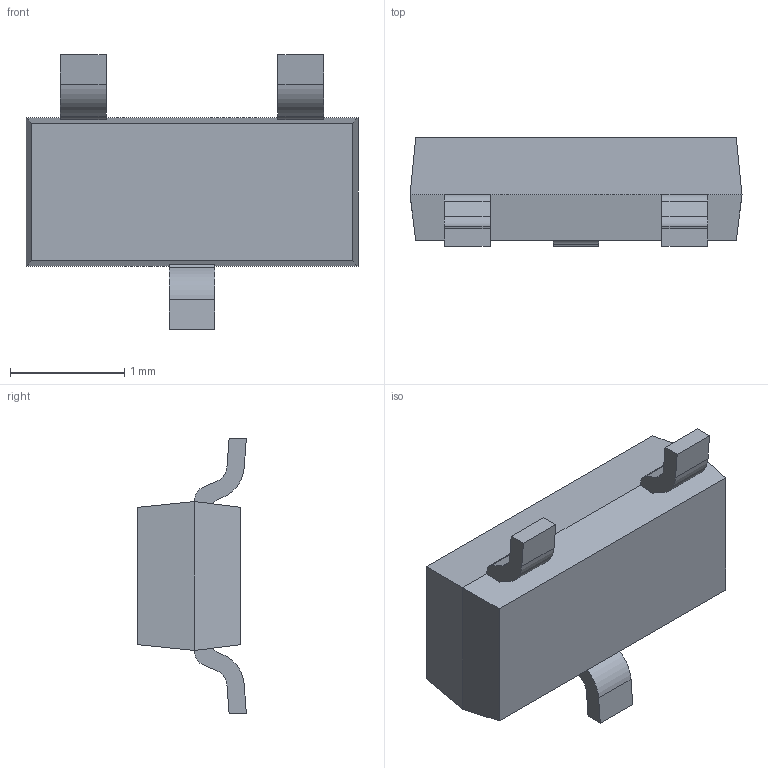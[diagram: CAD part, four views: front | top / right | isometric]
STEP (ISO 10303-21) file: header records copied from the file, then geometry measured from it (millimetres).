
FILE_DESCRIPTION (( 'STEP AP214' ), '1' );
FILE_NAME ('T2N7002AK,LM.STEP', '2022-06-14T13:59:37', ( '' ), ( '' ), 'SwSTEP 2.0', 'SolidWorks 2018', '' );
FILE_SCHEMA (( 'AUTOMOTIVE_DESIGN' ));
Length unit declared in the file: millimetre
Products named in the file (1): T2N7002AK,LM
Bounding box: 2.9 x 0.95 x 2.4 mm (x, y, z)
Volume: 3.3 mm3; surface area: 16.8 mm2
Topology: 4 solids, 4 shells, 49 faces, 119 edges, 78 vertices
Faces by surface type: plane 37, cylinder 12
Entity records: 2025 total; most frequent: CARTESIAN_POINT 247, DIRECTION 243, ORIENTED_EDGE 238, EDGE_CURVE 119, LINE 95, VECTOR 95, VERTEX_POINT 78, AXIS2_PLACEMENT_3D 74
